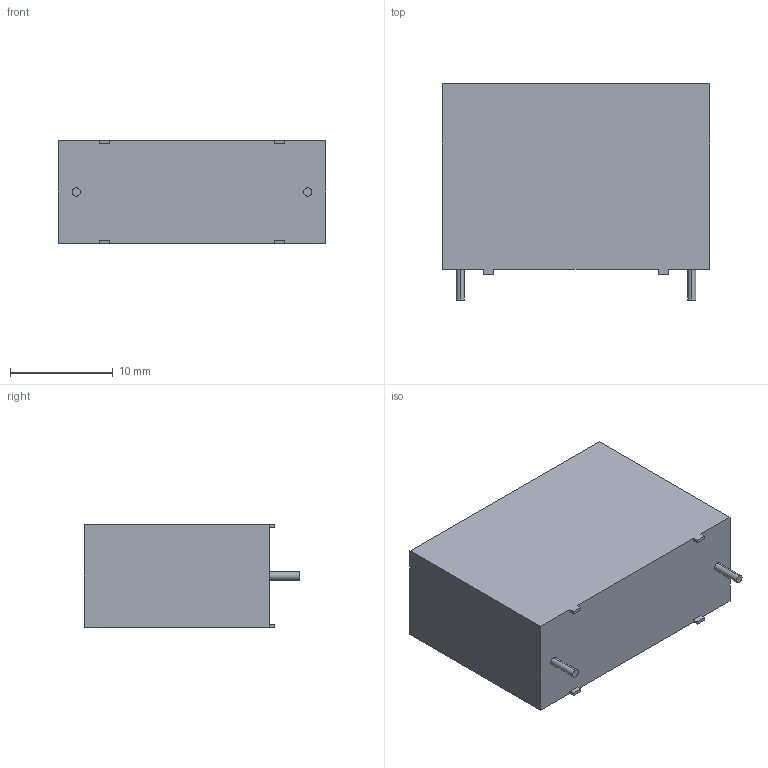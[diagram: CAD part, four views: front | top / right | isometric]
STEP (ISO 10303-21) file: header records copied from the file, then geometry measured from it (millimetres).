
FILE_DESCRIPTION (( 'STEP AP214' ), '1' );
FILE_NAME ('F871DO474M330C.STEP', '2013-10-10T13:02:00', ( '' ), ( '' ), 'SwSTEP 2.0', 'SolidWorks 2011', '' );
FILE_SCHEMA (( 'AUTOMOTIVE_DESIGN' ));
Length unit declared in the file: millimetre
Products named in the file (1): F871DO474M330C
Bounding box: 26 x 21 x 10 mm (x, y, z)
Volume: 4683.3 mm3; surface area: 1841.2 mm2
Topology: 1 solids, 1 shells, 208 faces, 549 edges, 366 vertices
Faces by surface type: plane 130, bspline 74, cylinder 4
Entity records: 12714 total; most frequent: CARTESIAN_POINT 5733, ORIENTED_EDGE 1098, DIRECTION 679, EDGE_CURVE 549, LINE 393, VECTOR 393, VERTEX_POINT 366, EDGE_LOOP 231
